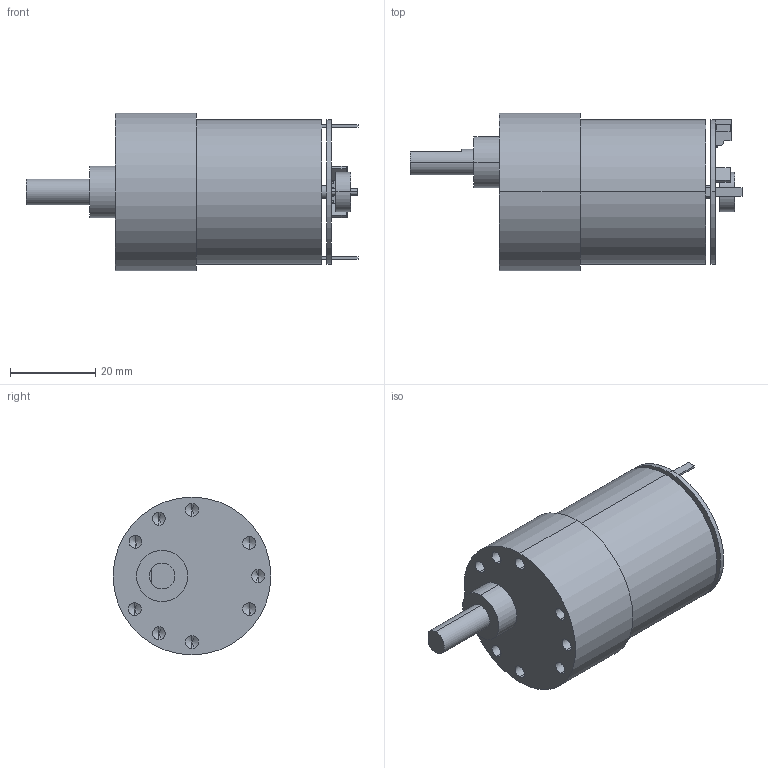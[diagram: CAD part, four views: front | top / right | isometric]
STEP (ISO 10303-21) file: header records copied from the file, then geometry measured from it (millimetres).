
FILE_DESCRIPTION (( 'STEP AP214' ), '1' );
FILE_NAME ('CHR-GM37-3429K-ABHL.STEP', '2019-02-26T10:59:36', ( '' ), ( '' ), 'SwSTEP 2.0', 'SolidWorks 2018', '' );
FILE_SCHEMA (( 'AUTOMOTIVE_DESIGN' ));
Length unit declared in the file: millimetre
Products named in the file (3): motor_CHR-GM37-3429K-ABHL_DC 12.0V 1000RMP-I10; CHR-GM37-3429K-ABHL; S6B_ZR_SM4A_TF
Assembly tree (2 placements, depth 2):
  CHR-GM37-3429K-ABHL
    motor_CHR-GM37-3429K-ABHL_DC 12.0V 1000RMP-I10
    S6B_ZR_SM4A_TF
Bounding box: 77.9 x 37 x 37 mm (x, y, z)
Volume: 49019.6 mm3; surface area: 11464.5 mm2
Topology: 3 solids, 3 shells, 210 faces, 522 edges, 333 vertices
Faces by surface type: plane 116, cylinder 64, cone 18, bspline 12
Entity records: 7974 total; most frequent: CARTESIAN_POINT 1412, DIRECTION 1052, ORIENTED_EDGE 1008, EDGE_CURVE 504, AXIS2_PLACEMENT_3D 357, LINE 338, VECTOR 338, VERTEX_POINT 333
